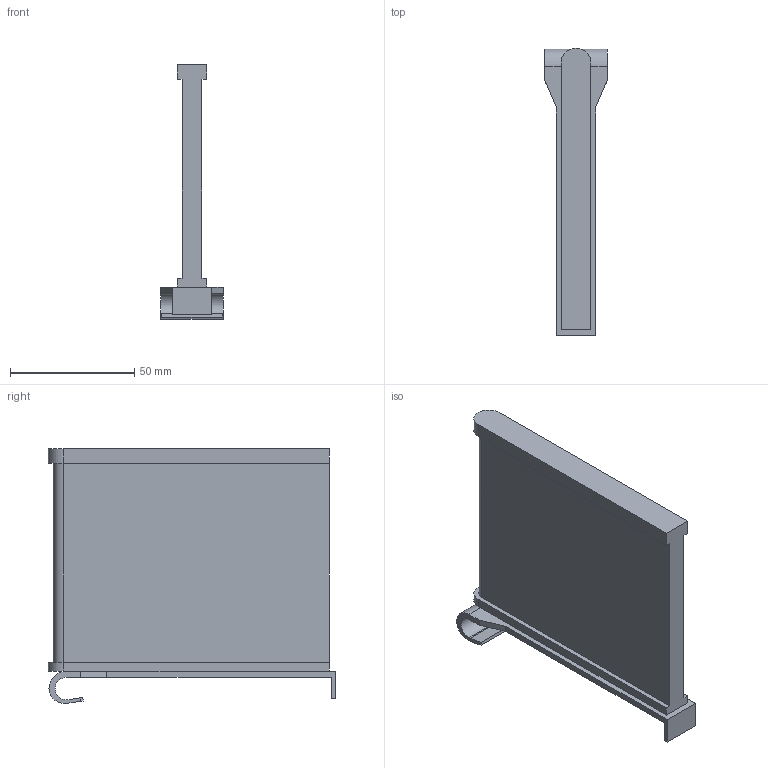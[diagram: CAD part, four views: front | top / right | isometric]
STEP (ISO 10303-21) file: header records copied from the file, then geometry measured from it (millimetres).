
FILE_DESCRIPTION (( 'STEP AP214' ), '1' );
FILE_NAME ('F000409,F000410_3D.step', '2022-10-10T14:01:50', ( '' ), ( '' ), 'SwSTEP 2.0', 'SolidWorks 2020', '' );
FILE_SCHEMA (( 'AUTOMOTIVE_DESIGN' ));
Length unit declared in the file: millimetre
Products named in the file (1): F000409,F000410_3D
Bounding box: 25 x 115.5 x 102.5 mm (x, y, z)
Volume: 89289.6 mm3; surface area: 28060.1 mm2
Topology: 1 solids, 1 shells, 35 faces, 97 edges, 64 vertices
Faces by surface type: plane 27, cylinder 8
Entity records: 1145 total; most frequent: CARTESIAN_POINT 197, ORIENTED_EDGE 194, DIRECTION 185, EDGE_CURVE 97, LINE 81, VECTOR 81, VERTEX_POINT 64, AXIS2_PLACEMENT_3D 52
